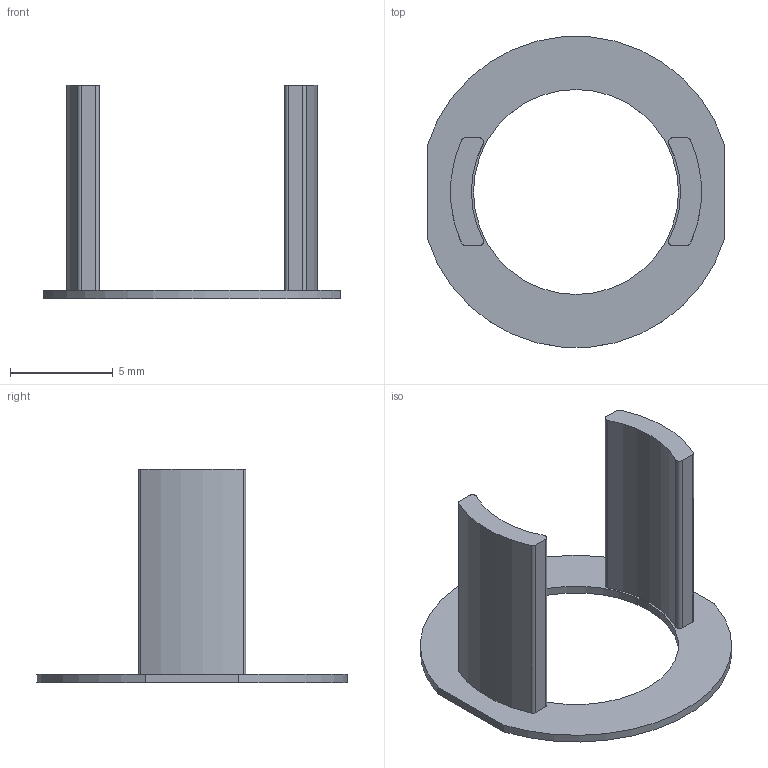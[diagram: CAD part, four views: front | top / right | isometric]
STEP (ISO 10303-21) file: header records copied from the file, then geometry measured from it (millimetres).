
FILE_DESCRIPTION(/* description */ (''),/* implementation_level */ '2;1');
FILE_NAME(/* name */ 'pelican tsa key retainer v1.step',/* time_stamp */ '2023-06-17T22:11:14-04:00',/* author */ (''),/* organization */ (''),/* preprocessor_version */ 'ST-DEVELOPER v19.2',/* originating_system */ 'Autodesk Translation Framework v12.6.0.85',/* authorisation */ '');
FILE_SCHEMA (('AUTOMOTIVE_DESIGN { 1 0 10303 214 3 1 1 }'));
Length unit declared in the file: millimetre
Products named in the file (1): pelican tsa key retainer
Bounding box: 14.5 x 15.15 x 10.4 mm (x, y, z)
Volume: 151.2 mm3; surface area: 486.7 mm2
Topology: 1 solids, 1 shells, 25 faces, 63 edges, 42 vertices
Faces by surface type: cylinder 15, plane 10
Full cylindrical faces by diameter (mm): 10 x1
Entity records: 804 total; most frequent: DIRECTION 145, CARTESIAN_POINT 131, ORIENTED_EDGE 126, EDGE_CURVE 63, AXIS2_PLACEMENT_3D 56, VERTEX_POINT 42, LINE 33, VECTOR 33
